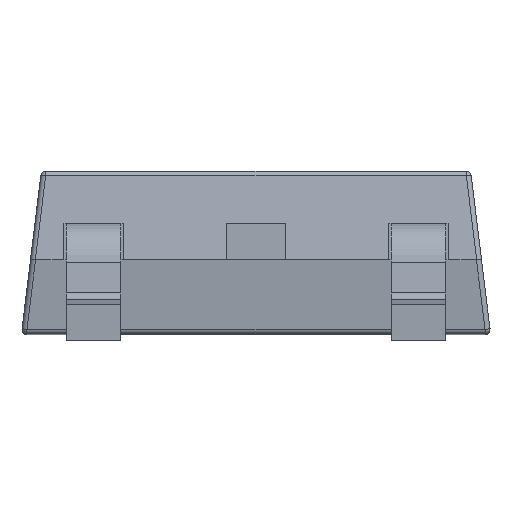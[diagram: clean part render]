
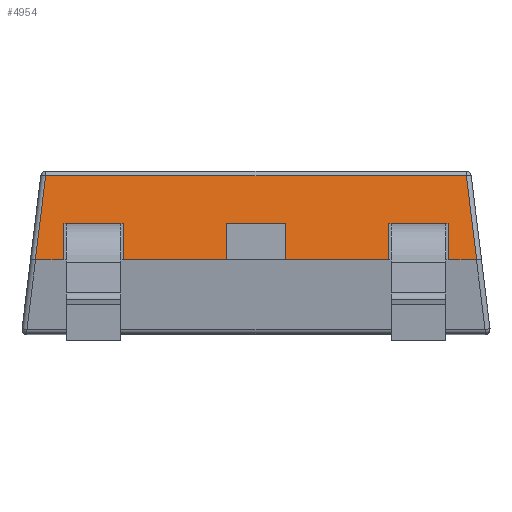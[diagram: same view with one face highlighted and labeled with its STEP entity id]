
A CAD part, top view. The second image highlights one B-rep face of the part: STEP entity #4954.
In plain terms, the highlighted planar face has unit normal (0, 0.139, 0.99).
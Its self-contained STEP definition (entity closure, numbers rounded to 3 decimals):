
#18 = DIRECTION ( 'NONE',  ( -1., 0., 0. ) ) ;
#78 = CARTESIAN_POINT ( 'NONE',  ( 2.667, 1.649, 2.977 ) ) ;
#190 = VECTOR ( 'NONE', #881, 1000. ) ;
#197 = LINE ( 'NONE', #1413, #6193 ) ;
#281 = VERTEX_POINT ( 'NONE', #1645 ) ;
#304 = CARTESIAN_POINT ( 'NONE',  ( -1.905, 1.141, 3.048 ) ) ;
#356 = LINE ( 'NONE', #1806, #5665 ) ;
#389 = CARTESIAN_POINT ( 'NONE',  ( -0.381, 1.141, 3.048 ) ) ;
#419 = CARTESIAN_POINT ( 'NONE',  ( 3.103, 1.141, 3.048 ) ) ;
#433 = ORIENTED_EDGE ( 'NONE', *, *, #1265, .T. ) ;
#474 = DIRECTION ( 'NONE',  ( -0.121, -0.983, 0.138 ) ) ;
#492 = CARTESIAN_POINT ( 'NONE',  ( 0., 2.386, 2.873 ) ) ;
#510 = VECTOR ( 'NONE', #5117, 1000. ) ;
#526 = LINE ( 'NONE', #5268, #5455 ) ;
#545 = CARTESIAN_POINT ( 'NONE',  ( 2.667, 1.141, 3.048 ) ) ;
#591 = CARTESIAN_POINT ( 'NONE',  ( 1.905, 1.141, 3.048 ) ) ;
#608 = ORIENTED_EDGE ( 'NONE', *, *, #2494, .F. ) ;
#627 = DIRECTION ( 'NONE',  ( 0., 0.99, -0.139 ) ) ;
#631 =( BOUNDED_CURVE ( )  B_SPLINE_CURVE ( 3, ( #4898, #2513, #2117, #5850 ),
 .UNSPECIFIED., .F., .F. ) 
 B_SPLINE_CURVE_WITH_KNOTS ( ( 4, 4 ),
 ( 3.142, 3.174 ),
 .UNSPECIFIED. ) 
 CURVE ( )  GEOMETRIC_REPRESENTATION_ITEM ( )  RATIONAL_B_SPLINE_CURVE ( ( 1., 1., 1., 1. ) ) 
 REPRESENTATION_ITEM ( '' )  );
#656 = EDGE_CURVE ( 'NONE', #4157, #3923, #1748, .T. ) ;
#663 = CARTESIAN_POINT ( 'NONE',  ( -3.302, 1.141, 3.048 ) ) ;
#668 = VECTOR ( 'NONE', #792, 1000. ) ;
#699 = CARTESIAN_POINT ( 'NONE',  ( -3.302, 1.141, 3.048 ) ) ;
#705 = VECTOR ( 'NONE', #3485, 1000. ) ;
#715 = VERTEX_POINT ( 'NONE', #1583 ) ;
#776 = EDGE_CURVE ( 'NONE', #1387, #4859, #4722, .T. ) ;
#792 = DIRECTION ( 'NONE',  ( 0., 0.99, -0.139 ) ) ;
#880 = VERTEX_POINT ( 'NONE', #2734 ) ;
#881 = DIRECTION ( 'NONE',  ( 1., 0., 0. ) ) ;
#885 = CARTESIAN_POINT ( 'NONE',  ( 0.381, 0.442, 3.146 ) ) ;
#941 = DIRECTION ( 'NONE',  ( 0., 0.139, 0.99 ) ) ;
#1247 = CARTESIAN_POINT ( 'NONE',  ( 0.381, 1.649, 2.977 ) ) ;
#1265 = EDGE_CURVE ( 'NONE', #4863, #3923, #4977, .T. ) ;
#1326 = VECTOR ( 'NONE', #474, 1000. ) ;
#1352 = EDGE_CURVE ( 'NONE', #5233, #3311, #4176, .T. ) ;
#1387 = VERTEX_POINT ( 'NONE', #304 ) ;
#1389 = AXIS2_PLACEMENT_3D ( 'NONE', #492, #941, #18 ) ;
#1413 = CARTESIAN_POINT ( 'NONE',  ( -1.905, 1.649, 2.977 ) ) ;
#1477 = EDGE_CURVE ( 'NONE', #4124, #4852, #2744, .T. ) ;
#1480 = PLANE ( 'NONE',  #1389 ) ;
#1521 = DIRECTION ( 'NONE',  ( -1., 0., 0. ) ) ;
#1522 = EDGE_CURVE ( 'NONE', #4106, #1937, #3729, .T. ) ;
#1532 = EDGE_CURVE ( 'NONE', #880, #3308, #197, .T. ) ;
#1583 = CARTESIAN_POINT ( 'NONE',  ( 0.381, 1.141, 3.048 ) ) ;
#1645 = CARTESIAN_POINT ( 'NONE',  ( 3.103, 1.141, 3.048 ) ) ;
#1707 = EDGE_CURVE ( 'NONE', #4859, #3311, #526, .T. ) ;
#1748 = LINE ( 'NONE', #78, #705 ) ;
#1764 = VECTOR ( 'NONE', #5929, 1000. ) ;
#1769 = ORIENTED_EDGE ( 'NONE', *, *, #656, .F. ) ;
#1806 = CARTESIAN_POINT ( 'NONE',  ( -2.667, 1.141, 3.048 ) ) ;
#1890 = ORIENTED_EDGE ( 'NONE', *, *, #1988, .T. ) ;
#1906 = CARTESIAN_POINT ( 'NONE',  ( 2.667, 1.649, 2.977 ) ) ;
#1930 = LINE ( 'NONE', #2337, #190 ) ;
#1937 = VERTEX_POINT ( 'NONE', #3615 ) ;
#1945 = DIRECTION ( 'NONE',  ( 0., 0.99, -0.139 ) ) ;
#1988 = EDGE_CURVE ( 'NONE', #715, #4863, #5895, .T. ) ;
#2068 = CARTESIAN_POINT ( 'NONE',  ( 2.667, 1.141, 3.048 ) ) ;
#2117 = CARTESIAN_POINT ( 'NONE',  ( -3.103, 1.141, 3.048 ) ) ;
#2136 = CARTESIAN_POINT ( 'NONE',  ( -3.302, 1.141, 3.048 ) ) ;
#2150 = FACE_OUTER_BOUND ( 'NONE', #3617, .T. ) ;
#2157 = EDGE_CURVE ( 'NONE', #2276, #3308, #356, .T. ) ;
#2276 = VERTEX_POINT ( 'NONE', #5579 ) ;
#2310 = LINE ( 'NONE', #545, #3355 ) ;
#2325 = ORIENTED_EDGE ( 'NONE', *, *, #1532, .F. ) ;
#2337 = CARTESIAN_POINT ( 'NONE',  ( -3.302, 1.141, 3.048 ) ) ;
#2350 = CARTESIAN_POINT ( 'NONE',  ( 1.905, 1.141, 3.048 ) ) ;
#2460 = VECTOR ( 'NONE', #3283, 1000. ) ;
#2494 = EDGE_CURVE ( 'NONE', #4383, #4157, #2310, .T. ) ;
#2513 = CARTESIAN_POINT ( 'NONE',  ( -3.104, 1.141, 3.048 ) ) ;
#2604 = VECTOR ( 'NONE', #627, 1000. ) ;
#2630 =( BOUNDED_CURVE ( )  B_SPLINE_CURVE ( 3, ( #419, #6185, #4694, #3331 ),
 .UNSPECIFIED., .F., .T. ) 
 B_SPLINE_CURVE_WITH_KNOTS ( ( 4, 4 ),
 ( 6.251, 6.283 ),
 .UNSPECIFIED. ) 
 CURVE ( )  GEOMETRIC_REPRESENTATION_ITEM ( )  RATIONAL_B_SPLINE_CURVE ( ( 1., 1., 1., 1. ) ) 
 REPRESENTATION_ITEM ( '' )  );
#2671 = ORIENTED_EDGE ( 'NONE', *, *, #4589, .F. ) ;
#2718 = EDGE_CURVE ( 'NONE', #281, #4106, #2630, .T. ) ;
#2734 = CARTESIAN_POINT ( 'NONE',  ( -1.905, 1.649, 2.977 ) ) ;
#2737 = DIRECTION ( 'NONE',  ( 0., 0.99, -0.139 ) ) ;
#2744 = LINE ( 'NONE', #6142, #1326 ) ;
#2842 = CARTESIAN_POINT ( 'NONE',  ( 2.909, 2.736, 2.824 ) ) ;
#2845 = EDGE_CURVE ( 'NONE', #4045, #2276, #3873, .T. ) ;
#2939 = CARTESIAN_POINT ( 'NONE',  ( -2.667, 1.649, 2.977 ) ) ;
#3045 = DIRECTION ( 'NONE',  ( 0., 0.99, -0.139 ) ) ;
#3091 = DIRECTION ( 'NONE',  ( 1., 0., 0. ) ) ;
#3164 = ORIENTED_EDGE ( 'NONE', *, *, #1352, .F. ) ;
#3283 = DIRECTION ( 'NONE',  ( -0.121, 0.983, -0.138 ) ) ;
#3284 = LINE ( 'NONE', #4187, #668 ) ;
#3308 = VERTEX_POINT ( 'NONE', #2939 ) ;
#3311 = VERTEX_POINT ( 'NONE', #6148 ) ;
#3331 = CARTESIAN_POINT ( 'NONE',  ( 3.105, 1.141, 3.048 ) ) ;
#3347 = ORIENTED_EDGE ( 'NONE', *, *, #5081, .T. ) ;
#3355 = VECTOR ( 'NONE', #1945, 1000. ) ;
#3402 = EDGE_CURVE ( 'NONE', #715, #5233, #4002, .T. ) ;
#3485 = DIRECTION ( 'NONE',  ( -1., 0., 0. ) ) ;
#3574 = DIRECTION ( 'NONE',  ( 1., 0., 0. ) ) ;
#3615 = CARTESIAN_POINT ( 'NONE',  ( 2.959, 2.326, 2.881 ) ) ;
#3617 = EDGE_LOOP ( 'NONE', ( #4556, #1890, #433, #1769, #608, #4686, #5075, #4928, #3347, #3738, #4905, #4894, #5836, #2325, #2671, #3843, #5761, #3164 ) ) ;
#3696 = EDGE_CURVE ( 'NONE', #4852, #4045, #631, .T. ) ;
#3729 = LINE ( 'NONE', #2842, #2460 ) ;
#3738 = ORIENTED_EDGE ( 'NONE', *, *, #1477, .T. ) ;
#3843 = ORIENTED_EDGE ( 'NONE', *, *, #776, .T. ) ;
#3873 = LINE ( 'NONE', #2136, #1764 ) ;
#3923 = VERTEX_POINT ( 'NONE', #4609 ) ;
#4002 = LINE ( 'NONE', #885, #5781 ) ;
#4045 = VERTEX_POINT ( 'NONE', #4778 ) ;
#4106 = VERTEX_POINT ( 'NONE', #5655 ) ;
#4124 = VERTEX_POINT ( 'NONE', #4708 ) ;
#4157 = VERTEX_POINT ( 'NONE', #1906 ) ;
#4176 = LINE ( 'NONE', #1247, #510 ) ;
#4186 = EDGE_CURVE ( 'NONE', #4383, #281, #1930, .T. ) ;
#4187 = CARTESIAN_POINT ( 'NONE',  ( -1.905, 1.141, 3.048 ) ) ;
#4270 = DIRECTION ( 'NONE',  ( -1., 0., 0. ) ) ;
#4383 = VERTEX_POINT ( 'NONE', #2068 ) ;
#4556 = ORIENTED_EDGE ( 'NONE', *, *, #3402, .F. ) ;
#4576 = VECTOR ( 'NONE', #3091, 1000. ) ;
#4589 = EDGE_CURVE ( 'NONE', #1387, #880, #3284, .T. ) ;
#4609 = CARTESIAN_POINT ( 'NONE',  ( 1.905, 1.649, 2.977 ) ) ;
#4613 = VECTOR ( 'NONE', #1521, 1000. ) ;
#4646 = CARTESIAN_POINT ( 'NONE',  ( -3.105, 1.141, 3.048 ) ) ;
#4686 = ORIENTED_EDGE ( 'NONE', *, *, #4186, .T. ) ;
#4694 = CARTESIAN_POINT ( 'NONE',  ( 3.104, 1.141, 3.048 ) ) ;
#4708 = CARTESIAN_POINT ( 'NONE',  ( -2.959, 2.326, 2.881 ) ) ;
#4722 = LINE ( 'NONE', #663, #4576 ) ;
#4778 = CARTESIAN_POINT ( 'NONE',  ( -3.103, 1.141, 3.048 ) ) ;
#4852 = VERTEX_POINT ( 'NONE', #4646 ) ;
#4859 = VERTEX_POINT ( 'NONE', #389 ) ;
#4863 = VERTEX_POINT ( 'NONE', #2350 ) ;
#4894 = ORIENTED_EDGE ( 'NONE', *, *, #2845, .T. ) ;
#4898 = CARTESIAN_POINT ( 'NONE',  ( -3.105, 1.141, 3.048 ) ) ;
#4905 = ORIENTED_EDGE ( 'NONE', *, *, #3696, .T. ) ;
#4928 = ORIENTED_EDGE ( 'NONE', *, *, #1522, .T. ) ;
#4954 = ADVANCED_FACE ( 'NONE', ( #2150 ), #1480, .T. ) ;
#4977 = LINE ( 'NONE', #591, #2604 ) ;
#5075 = ORIENTED_EDGE ( 'NONE', *, *, #2718, .T. ) ;
#5081 = EDGE_CURVE ( 'NONE', #1937, #4124, #6046, .T. ) ;
#5117 = DIRECTION ( 'NONE',  ( -1., 0., 0. ) ) ;
#5233 = VERTEX_POINT ( 'NONE', #5983 ) ;
#5268 = CARTESIAN_POINT ( 'NONE',  ( -0.381, 0.442, 3.146 ) ) ;
#5384 = CARTESIAN_POINT ( 'NONE',  ( 0., 2.326, 2.881 ) ) ;
#5455 = VECTOR ( 'NONE', #3045, 1000. ) ;
#5579 = CARTESIAN_POINT ( 'NONE',  ( -2.667, 1.141, 3.048 ) ) ;
#5655 = CARTESIAN_POINT ( 'NONE',  ( 3.105, 1.141, 3.048 ) ) ;
#5665 = VECTOR ( 'NONE', #2737, 1000. ) ;
#5761 = ORIENTED_EDGE ( 'NONE', *, *, #1707, .T. ) ;
#5781 = VECTOR ( 'NONE', #5783, 1000. ) ;
#5783 = DIRECTION ( 'NONE',  ( 0., 0.99, -0.139 ) ) ;
#5836 = ORIENTED_EDGE ( 'NONE', *, *, #2157, .T. ) ;
#5850 = CARTESIAN_POINT ( 'NONE',  ( -3.103, 1.141, 3.048 ) ) ;
#5895 = LINE ( 'NONE', #699, #6127 ) ;
#5929 = DIRECTION ( 'NONE',  ( 1., 0., 0. ) ) ;
#5983 = CARTESIAN_POINT ( 'NONE',  ( 0.381, 1.649, 2.977 ) ) ;
#6046 = LINE ( 'NONE', #5384, #4613 ) ;
#6127 = VECTOR ( 'NONE', #3574, 1000. ) ;
#6142 = CARTESIAN_POINT ( 'NONE',  ( -2.909, 2.736, 2.824 ) ) ;
#6148 = CARTESIAN_POINT ( 'NONE',  ( -0.381, 1.649, 2.977 ) ) ;
#6185 = CARTESIAN_POINT ( 'NONE',  ( 3.103, 1.141, 3.048 ) ) ;
#6193 = VECTOR ( 'NONE', #4270, 1000. ) ;
